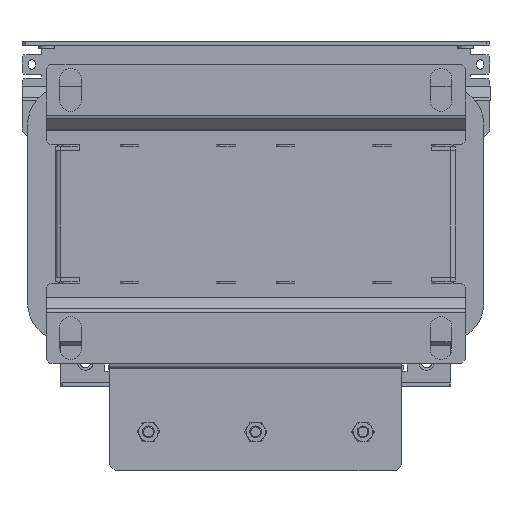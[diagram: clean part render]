
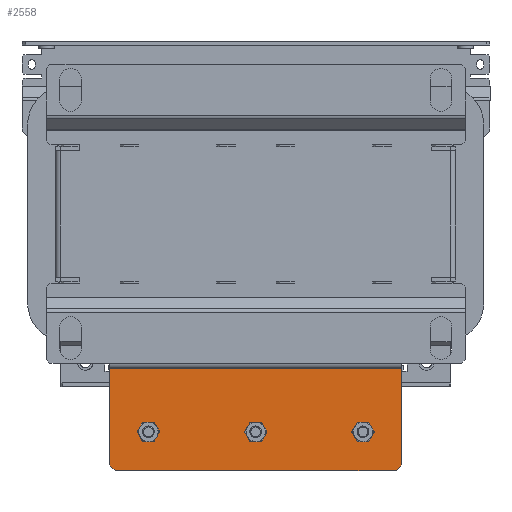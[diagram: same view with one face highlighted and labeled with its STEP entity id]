
A CAD part, front view. The second image highlights one B-rep face of the part: STEP entity #2558.
In plain terms, the highlighted planar face has unit normal (0, -1, 0).
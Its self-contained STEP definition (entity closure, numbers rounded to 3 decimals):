
#14 = VECTOR ( 'NONE', #41254, 1000. ) ;
#80 = VECTOR ( 'NONE', #21248, 1000. ) ;
#150 = VERTEX_POINT ( 'NONE', #4866 ) ;
#574 = DIRECTION ( 'NONE',  ( 0., -1., 0. ) ) ;
#582 = CARTESIAN_POINT ( 'NONE',  ( 0., 8.4, 13.6 ) ) ;
#742 = ORIENTED_EDGE ( 'NONE', *, *, #11752, .F. ) ;
#2264 = EDGE_CURVE ( 'Defeature ausgef�hrt20_455+Defeature ausgef�hrt20_60+Defeature ausgef�hrt20_60+Defeature ausgef�hrt20_60', #40841, #41969, #30407, .T. ) ;
#2412 = CARTESIAN_POINT ( 'NONE',  ( 557.949, 8.4, -209.558 ) ) ;
#2558 = ADVANCED_FACE ( 'Defeature ausgef�hrt20_60', ( #16998, #11320, #37103, #34528 ), #27264, .T. ) ;
#2584 = EDGE_CURVE ( 'Defeature ausgef�hrt20_475+Defeature ausgef�hrt20_60+Defeature ausgef�hrt20_60+Defeature ausgef�hrt20_60', #39884, #38959, #12868, .T. ) ;
#3048 = ORIENTED_EDGE ( 'NONE', *, *, #34168, .F. ) ;
#4220 = ORIENTED_EDGE ( 'NONE', *, *, #7395, .T. ) ;
#4288 = LINE ( 'NONE', #11448, #40999 ) ;
#4475 = CARTESIAN_POINT ( 'NONE',  ( 502.949, 8.4, -206.558 ) ) ;
#4657 = DIRECTION ( 'NONE',  ( 0., 0., 1. ) ) ;
#4866 = CARTESIAN_POINT ( 'NONE',  ( 612.949, 8.4, -212.558 ) ) ;
#5372 = ORIENTED_EDGE ( 'NONE', *, *, #26049, .T. ) ;
#5508 = CARTESIAN_POINT ( 'NONE',  ( 502.949, 8.4, -209.558 ) ) ;
#5738 = VECTOR ( 'NONE', #30224, 1000. ) ;
#5960 = CARTESIAN_POINT ( 'NONE',  ( 482.949, 8.4, -177.158 ) ) ;
#6618 = LINE ( 'NONE', #7660, #20556 ) ;
#7340 = DIRECTION ( 'NONE',  ( 1., 0., 0. ) ) ;
#7395 = EDGE_CURVE ( 'Defeature ausgef�hrt20_60+Defeature ausgef�hrt20_57+Defeature ausgef�hrt20_56+Defeature ausgef�hrt20_58', #8588, #26766, #8110, .T. ) ;
#7402 = EDGE_LOOP ( 'NONE', ( #16793, #31886, #5372, #38397, #27984, #4220 ) ) ;
#7660 = CARTESIAN_POINT ( 'NONE',  ( 632.949, 8.4, 13.6 ) ) ;
#8036 = EDGE_CURVE ( 'Defeature ausgef�hrt20_435+Defeature ausgef�hrt20_60+Defeature ausgef�hrt20_60+Defeature ausgef�hrt20_60', #26724, #150, #27099, .T. ) ;
#8110 = LINE ( 'NONE', #33360, #36530 ) ;
#8136 = CARTESIAN_POINT ( 'NONE',  ( 407.926, 8.4, -177.158 ) ) ;
#8520 = EDGE_LOOP ( 'NONE', ( #19294, #3048 ) ) ;
#8588 = VERTEX_POINT ( 'NONE', #25600 ) ;
#11230 = CARTESIAN_POINT ( 'NONE',  ( 482.949, 8.4, -226.558 ) ) ;
#11320 = FACE_BOUND ( 'NONE', #15578, .T. ) ;
#11448 = CARTESIAN_POINT ( 'NONE',  ( 629.949, 8.4, -229.558 ) ) ;
#11649 = EDGE_LOOP ( 'NONE', ( #37859, #39500 ) ) ;
#11752 = EDGE_CURVE ( 'Defeature ausgef�hrt20_455+Defeature ausgef�hrt20_60+Defeature ausgef�hrt20_60+Defeature ausgef�hrt20_60', #41969, #40841, #12822, .T. ) ;
#12304 = CARTESIAN_POINT ( 'NONE',  ( 482.949, 8.4, -226.558 ) ) ;
#12822 = CIRCLE ( 'NONE', #41062, 3. ) ;
#12868 = CIRCLE ( 'NONE', #39411, 3. ) ;
#13473 = EDGE_CURVE ( 'Defeature ausgef�hrt20_60+Defeature ausgef�hrt20_65+Defeature ausgef�hrt20_62+Defeature ausgef�hrt20_56', #30002, #38771, #32046, .T. ) ;
#15578 = EDGE_LOOP ( 'NONE', ( #742, #17987 ) ) ;
#15757 = CARTESIAN_POINT ( 'NONE',  ( 612.949, 8.4, -209.558 ) ) ;
#15842 = DIRECTION ( 'NONE',  ( 0., -1., 0. ) ) ;
#15898 = CARTESIAN_POINT ( 'NONE',  ( 557.949, 8.4, -209.558 ) ) ;
#16190 = AXIS2_PLACEMENT_3D ( 'NONE', #15757, #32318, #41748 ) ;
#16793 = ORIENTED_EDGE ( 'NONE', *, *, #25584, .T. ) ;
#16998 = FACE_BOUND ( 'NONE', #11649, .T. ) ;
#17067 = DIRECTION ( 'NONE',  ( 0., -1., 0. ) ) ;
#17939 = DIRECTION ( 'NONE',  ( 0.707, 0., 0.707 ) ) ;
#17987 = ORIENTED_EDGE ( 'NONE', *, *, #2264, .F. ) ;
#19294 = ORIENTED_EDGE ( 'NONE', *, *, #8036, .F. ) ;
#19679 = CARTESIAN_POINT ( 'NONE',  ( 632.949, 8.4, -226.558 ) ) ;
#20115 = CARTESIAN_POINT ( 'NONE',  ( 482.949, 8.4, 13.6 ) ) ;
#20556 = VECTOR ( 'NONE', #4657, 1000. ) ;
#20910 = DIRECTION ( 'NONE',  ( 1., 0., 0. ) ) ;
#21248 = DIRECTION ( 'NONE',  ( -1., 0., 0. ) ) ;
#21672 = AXIS2_PLACEMENT_3D ( 'NONE', #15898, #39403, #25681 ) ;
#22048 = AXIS2_PLACEMENT_3D ( 'NONE', #33901, #574, #7340 ) ;
#22302 = DIRECTION ( 'NONE',  ( 1., 0., 0. ) ) ;
#22839 = CARTESIAN_POINT ( 'NONE',  ( 557.949, 8.4, -212.558 ) ) ;
#23788 = DIRECTION ( 'NONE',  ( 0., -1., 0. ) ) ;
#25455 = CARTESIAN_POINT ( 'NONE',  ( 502.949, 8.4, -212.558 ) ) ;
#25515 = CARTESIAN_POINT ( 'NONE',  ( 557.949, 8.4, -206.558 ) ) ;
#25584 = EDGE_CURVE ( 'Defeature ausgef�hrt20_60+Defeature ausgef�hrt20_58+Defeature ausgef�hrt20_57+Defeature ausgef�hrt20_66', #26766, #36116, #4288, .T. ) ;
#25600 = CARTESIAN_POINT ( 'NONE',  ( 485.949, 8.4, -229.558 ) ) ;
#25681 = DIRECTION ( 'NONE',  ( 1., 0., 0. ) ) ;
#26049 = EDGE_CURVE ( 'Defeature ausgef�hrt20_60+Defeature ausgef�hrt20_62+Defeature ausgef�hrt20_66+Defeature ausgef�hrt20_65', #32713, #30002, #30551, .T. ) ;
#26724 = VERTEX_POINT ( 'NONE', #27558 ) ;
#26766 = VERTEX_POINT ( 'NONE', #35208 ) ;
#26963 = DIRECTION ( 'NONE',  ( 1., 0., 0. ) ) ;
#27099 = CIRCLE ( 'NONE', #16190, 3. ) ;
#27264 = PLANE ( 'NONE',  #30516 ) ;
#27364 = EDGE_CURVE ( 'Defeature ausgef�hrt20_60+Defeature ausgef�hrt20_56+Defeature ausgef�hrt20_65+Defeature ausgef�hrt20_57', #38771, #8588, #40297, .T. ) ;
#27558 = CARTESIAN_POINT ( 'NONE',  ( 612.949, 8.4, -206.558 ) ) ;
#27984 = ORIENTED_EDGE ( 'NONE', *, *, #27364, .T. ) ;
#28459 = AXIS2_PLACEMENT_3D ( 'NONE', #5508, #41461, #28553 ) ;
#28553 = DIRECTION ( 'NONE',  ( 1., 0., 0. ) ) ;
#29313 = CIRCLE ( 'NONE', #22048, 3. ) ;
#30002 = VERTEX_POINT ( 'NONE', #5960 ) ;
#30224 = DIRECTION ( 'NONE',  ( 0., 0., -1. ) ) ;
#30407 = CIRCLE ( 'NONE', #21672, 3. ) ;
#30516 = AXIS2_PLACEMENT_3D ( 'NONE', #582, #17067, #20910 ) ;
#30551 = LINE ( 'NONE', #8136, #80 ) ;
#31183 = EDGE_CURVE ( 'Defeature ausgef�hrt20_475+Defeature ausgef�hrt20_60+Defeature ausgef�hrt20_60+Defeature ausgef�hrt20_60', #38959, #39884, #33137, .T. ) ;
#31886 = ORIENTED_EDGE ( 'NONE', *, *, #37485, .T. ) ;
#32046 = LINE ( 'NONE', #20115, #5738 ) ;
#32318 = DIRECTION ( 'NONE',  ( 0., -1., 0. ) ) ;
#32713 = VERTEX_POINT ( 'NONE', #41272 ) ;
#33137 = CIRCLE ( 'NONE', #28459, 3. ) ;
#33360 = CARTESIAN_POINT ( 'NONE',  ( 0., 8.4, -229.558 ) ) ;
#33901 = CARTESIAN_POINT ( 'NONE',  ( 612.949, 8.4, -209.558 ) ) ;
#34168 = EDGE_CURVE ( 'Defeature ausgef�hrt20_435+Defeature ausgef�hrt20_60+Defeature ausgef�hrt20_60+Defeature ausgef�hrt20_60', #150, #26724, #29313, .T. ) ;
#34528 = FACE_OUTER_BOUND ( 'NONE', #7402, .T. ) ;
#35208 = CARTESIAN_POINT ( 'NONE',  ( 629.949, 8.4, -229.558 ) ) ;
#36116 = VERTEX_POINT ( 'NONE', #19679 ) ;
#36530 = VECTOR ( 'NONE', #39893, 1000. ) ;
#37103 = FACE_BOUND ( 'NONE', #8520, .T. ) ;
#37485 = EDGE_CURVE ( 'Defeature ausgef�hrt20_60+Defeature ausgef�hrt20_66+Defeature ausgef�hrt20_58+Defeature ausgef�hrt20_62', #36116, #32713, #6618, .T. ) ;
#37859 = ORIENTED_EDGE ( 'NONE', *, *, #2584, .F. ) ;
#38397 = ORIENTED_EDGE ( 'NONE', *, *, #13473, .T. ) ;
#38771 = VERTEX_POINT ( 'NONE', #12304 ) ;
#38959 = VERTEX_POINT ( 'NONE', #25455 ) ;
#39403 = DIRECTION ( 'NONE',  ( 0., -1., 0. ) ) ;
#39411 = AXIS2_PLACEMENT_3D ( 'NONE', #40304, #23788, #26963 ) ;
#39500 = ORIENTED_EDGE ( 'NONE', *, *, #31183, .F. ) ;
#39884 = VERTEX_POINT ( 'NONE', #4475 ) ;
#39893 = DIRECTION ( 'NONE',  ( 1., 0., 0. ) ) ;
#40297 = LINE ( 'NONE', #11230, #14 ) ;
#40304 = CARTESIAN_POINT ( 'NONE',  ( 502.949, 8.4, -209.558 ) ) ;
#40841 = VERTEX_POINT ( 'NONE', #22839 ) ;
#40999 = VECTOR ( 'NONE', #17939, 1000. ) ;
#41062 = AXIS2_PLACEMENT_3D ( 'NONE', #2412, #15842, #22302 ) ;
#41254 = DIRECTION ( 'NONE',  ( 0.707, 0., -0.707 ) ) ;
#41272 = CARTESIAN_POINT ( 'NONE',  ( 632.949, 8.4, -177.158 ) ) ;
#41461 = DIRECTION ( 'NONE',  ( 0., -1., 0. ) ) ;
#41748 = DIRECTION ( 'NONE',  ( 1., 0., 0. ) ) ;
#41969 = VERTEX_POINT ( 'NONE', #25515 ) ;
